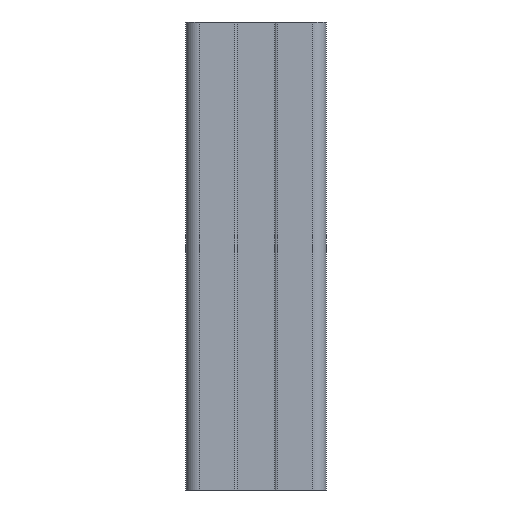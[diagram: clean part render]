
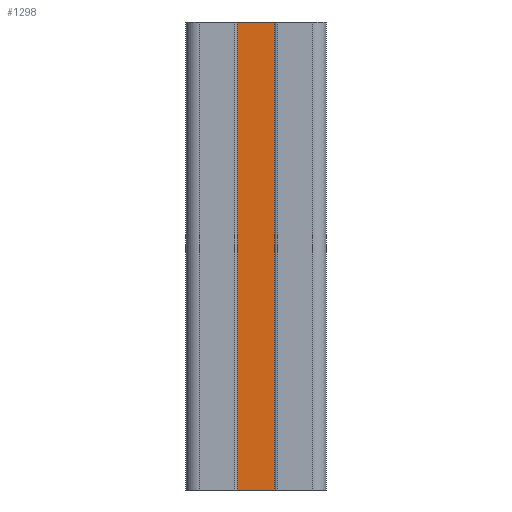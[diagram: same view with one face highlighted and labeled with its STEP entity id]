
A CAD part, front view. The second image highlights one B-rep face of the part: STEP entity #1298.
In plain terms, the highlighted planar face has unit normal (0, -1, 0).
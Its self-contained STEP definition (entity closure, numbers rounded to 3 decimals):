
#33=PLANE('',#1409);
#86=FACE_OUTER_BOUND('',#153,.T.);
#153=EDGE_LOOP('',(#972,#973,#974,#975));
#212=LINE('',#1934,#349);
#255=LINE('',#2054,#392);
#256=LINE('',#2056,#393);
#257=LINE('',#2057,#394);
#349=VECTOR('',#1542,10.);
#392=VECTOR('',#1661,10.);
#393=VECTOR('',#1664,10.);
#394=VECTOR('',#1665,10.);
#547=VERTEX_POINT('',#1930);
#549=VERTEX_POINT('',#1933);
#587=VERTEX_POINT('',#2050);
#588=VERTEX_POINT('',#2052);
#686=EDGE_CURVE('',#547,#549,#212,.T.);
#747=EDGE_CURVE('',#587,#588,#255,.T.);
#748=EDGE_CURVE('',#547,#587,#256,.T.);
#749=EDGE_CURVE('',#549,#588,#257,.T.);
#972=ORIENTED_EDGE('',*,*,#748,.T.);
#973=ORIENTED_EDGE('',*,*,#747,.T.);
#974=ORIENTED_EDGE('',*,*,#749,.F.);
#975=ORIENTED_EDGE('',*,*,#686,.F.);
#1298=ADVANCED_FACE('',(#86),#33,.T.);
#1409=AXIS2_PLACEMENT_3D('',#2055,#1662,#1663);
#1542=DIRECTION('',(0.,0.,1.));
#1661=DIRECTION('',(0.,0.,1.));
#1662=DIRECTION('center_axis',(0.,-1.,0.));
#1663=DIRECTION('ref_axis',(1.,0.,0.));
#1664=DIRECTION('',(1.,0.,0.));
#1665=DIRECTION('',(1.,0.,0.));
#1930=CARTESIAN_POINT('',(-157.,-5.,0.));
#1933=CARTESIAN_POINT('',(-157.,-5.,100.));
#1934=CARTESIAN_POINT('',(-157.,-5.,0.));
#2050=CARTESIAN_POINT('',(-149.,-5.,0.));
#2052=CARTESIAN_POINT('',(-149.,-5.,100.));
#2054=CARTESIAN_POINT('',(-149.,-5.,0.));
#2055=CARTESIAN_POINT('Origin',(-153.,-5.,0.));
#2056=CARTESIAN_POINT('',(-153.,-5.,0.));
#2057=CARTESIAN_POINT('',(-153.,-5.,100.));
